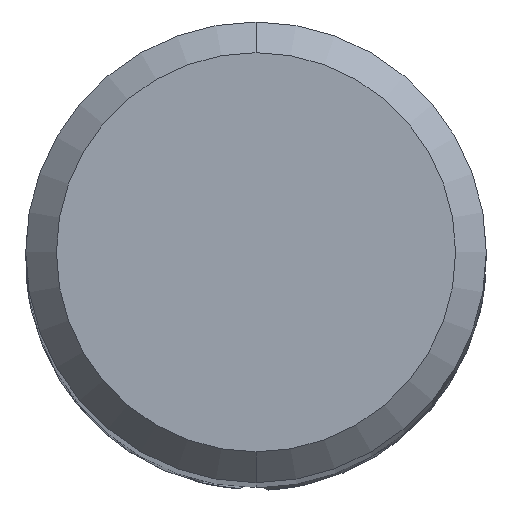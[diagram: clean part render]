
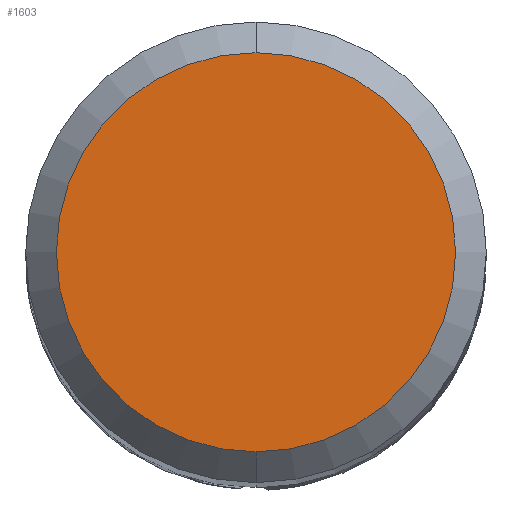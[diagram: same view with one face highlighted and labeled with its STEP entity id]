
A CAD part, top view. The second image highlights one B-rep face of the part: STEP entity #1603.
In plain terms, the highlighted planar face has unit normal (0, 0, 1).
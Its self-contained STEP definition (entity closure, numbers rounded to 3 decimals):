
#677=VERTEX_POINT('',#1796);
#939=EDGE_CURVE('',#1597,#677,#2084,.T.);
#1227=EDGE_CURVE('',#677,#1597,#2396,.T.);
#1597=VERTEX_POINT('',#2802);
#1603=ADVANCED_FACE('',(#2809),#2810,.T.);
#1796=CARTESIAN_POINT('',(0.,-2.6,0.0));
#2084=CIRCLE('',#5795,2.6);
#2396=CIRCLE('',#8010,2.6);
#2802=CARTESIAN_POINT('',(0.0,2.6,0.0));
#2809=FACE_OUTER_BOUND('',#10467,.T.);
#2810=PLANE('',#10468);
#5795=AXIS2_PLACEMENT_3D('',#11213,#11214,#11215);
#8010=AXIS2_PLACEMENT_3D('',#11490,#11491,#11492);
#10467=EDGE_LOOP('',(#11905,#11906));
#10468=AXIS2_PLACEMENT_3D('',#11907,#11908,#11909);
#11213=CARTESIAN_POINT('',(0.0,0.0,0.0));
#11214=DIRECTION('',(0.0,0.0,-1.0));
#11215=DIRECTION('',(0.0,1.0,0.0));
#11490=CARTESIAN_POINT('',(0.0,0.0,0.0));
#11491=DIRECTION('',(0.0,0.0,-1.0));
#11492=DIRECTION('',(0.0,1.0,0.0));
#11905=ORIENTED_EDGE('',*,*,#939,.F.);
#11906=ORIENTED_EDGE('',*,*,#1227,.F.);
#11907=CARTESIAN_POINT('',(0.0,1.3,0.0));
#11908=DIRECTION('',(-0.0,0.0,1.0));
#11909=DIRECTION('',(0.0,-1.0,0.0));
